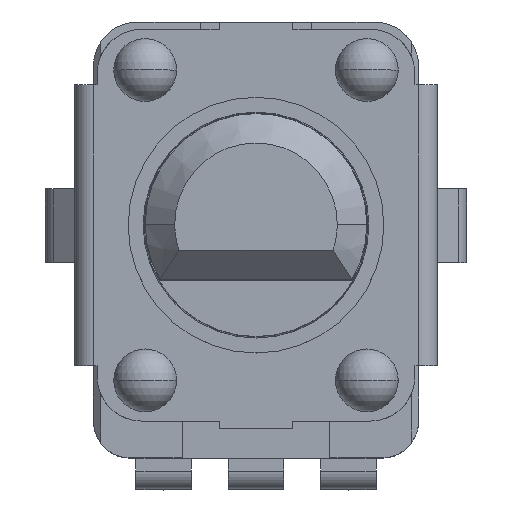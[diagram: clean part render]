
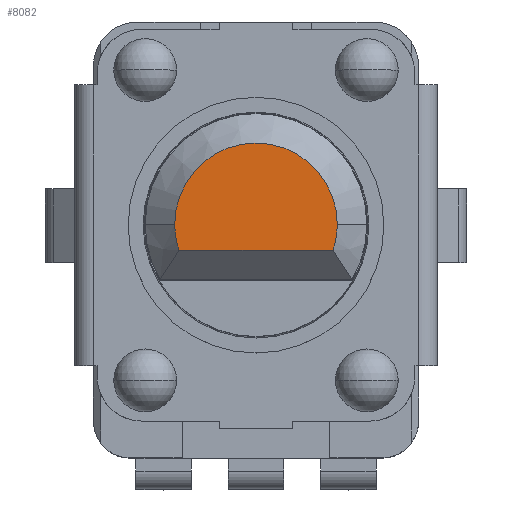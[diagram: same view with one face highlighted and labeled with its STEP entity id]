
A CAD part, top view. The second image highlights one B-rep face of the part: STEP entity #8082.
In plain terms, the highlighted face is planar.
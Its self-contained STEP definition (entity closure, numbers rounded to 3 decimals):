
#917 = CARTESIAN_POINT ( 'NONE',  ( 0., 0., -13.5 ) ) ;
#918 = PLANE ( 'NONE',  #9463 ) ;
#927 = DIRECTION ( 'NONE',  ( 0., 0., 1. ) ) ;
#928 = DIRECTION ( 'NONE',  ( -1., 0., 0. ) ) ;
#1886 = FACE_OUTER_BOUND ( 'NONE', #7458, .T. ) ;
#5578 = ORIENTED_EDGE ( 'NONE', *, *, #7003, .T. ) ;
#5579 = ORIENTED_EDGE ( 'NONE', *, *, #7002, .T. ) ;
#5580 = ORIENTED_EDGE ( 'NONE', *, *, #6784, .T. ) ;
#5581 = ORIENTED_EDGE ( 'NONE', *, *, #6887, .T. ) ;
#5780 = VERTEX_POINT ( 'NONE', #6234 ) ;
#6066 = VERTEX_POINT ( 'NONE', #6520 ) ;
#6093 = VERTEX_POINT ( 'NONE', #6547 ) ;
#6122 = VERTEX_POINT ( 'NONE', #6576 ) ;
#6234 = CARTESIAN_POINT ( 'NONE',  ( -2.086, -0.7, -13.5 ) ) ;
#6520 = CARTESIAN_POINT ( 'NONE',  ( -2.2, 0., -13.5 ) ) ;
#6547 = CARTESIAN_POINT ( 'NONE',  ( 2.2, 0., -13.5 ) ) ;
#6576 = CARTESIAN_POINT ( 'NONE',  ( 2.086, -0.7, -13.5 ) ) ;
#6784 = EDGE_CURVE ( 'NONE', #6066, #6093, #9740, .T. ) ;
#6887 = EDGE_CURVE ( 'NONE', #6093, #6122, #11064, .T. ) ;
#7002 = EDGE_CURVE ( 'NONE', #5780, #6066, #11240, .T. ) ;
#7003 = EDGE_CURVE ( 'NONE', #6122, #5780, #11235, .T. ) ;
#7458 = EDGE_LOOP ( 'NONE', ( #5578, #5579, #5580, #5581 ) ) ;
#8082 = ADVANCED_FACE ( 'NONE', ( #1886 ), #918, .F. ) ;
#9104 = AXIS2_PLACEMENT_3D ( 'NONE', #10069, #10070, #10071 ) ;
#9146 = AXIS2_PLACEMENT_3D ( 'NONE', #10313, #10319, #10320 ) ;
#9196 = AXIS2_PLACEMENT_3D ( 'NONE', #10603, #10605, #10606 ) ;
#9463 = AXIS2_PLACEMENT_3D ( 'NONE', #917, #927, #928 ) ;
#9740 = CIRCLE ( 'NONE', #9104, 2.2 ) ;
#10069 = CARTESIAN_POINT ( 'NONE',  ( 0., 0., -13.5 ) ) ;
#10070 = DIRECTION ( 'NONE',  ( 0., 0., -1. ) ) ;
#10071 = DIRECTION ( 'NONE',  ( -1., 0., 0. ) ) ;
#10313 = CARTESIAN_POINT ( 'NONE',  ( 0., 0., -13.5 ) ) ;
#10319 = DIRECTION ( 'NONE',  ( 0., 0., -1. ) ) ;
#10320 = DIRECTION ( 'NONE',  ( -1., 0., 0. ) ) ;
#10603 = CARTESIAN_POINT ( 'NONE',  ( 0., 0., -13.5 ) ) ;
#10605 = DIRECTION ( 'NONE',  ( 0., 0., -1. ) ) ;
#10606 = DIRECTION ( 'NONE',  ( -1., 0., 0. ) ) ;
#10607 = CARTESIAN_POINT ( 'NONE',  ( 0., -0.7, -13.5 ) ) ;
#10608 = DIRECTION ( 'NONE',  ( -1., 0., 0. ) ) ;
#11064 = CIRCLE ( 'NONE', #9146, 2.2 ) ;
#11231 = VECTOR ( 'NONE', #10608, 1000. ) ;
#11235 = LINE ( 'NONE', #10607, #11231 ) ;
#11240 = CIRCLE ( 'NONE', #9196, 2.2 ) ;
